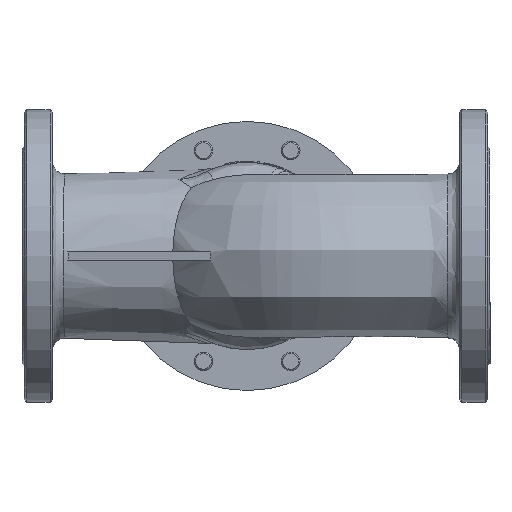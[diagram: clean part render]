
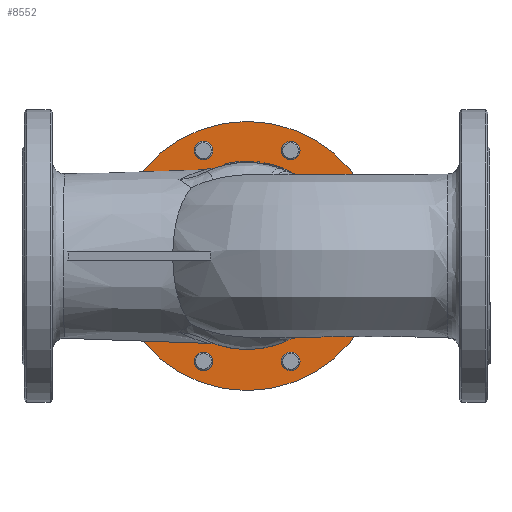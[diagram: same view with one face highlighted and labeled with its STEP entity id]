
A CAD part, front view. The second image highlights one B-rep face of the part: STEP entity #8552.
In plain terms, the highlighted planar face has unit normal (0, -1, 0).
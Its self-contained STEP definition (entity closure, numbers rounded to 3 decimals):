
#269=B_SPLINE_CURVE_WITH_KNOTS('',3,(#16306,#16307,#16308,#16309,#16310,
#16311,#16312,#16313,#16314,#16315,#16316,#16317,#16318,#16319,#16320,#16321),
 .UNSPECIFIED.,.F.,.F.,(4,2,2,2,2,2,2,4),(0.,0.912,1.228,
1.426,1.607,1.84,2.289,2.944),
 .UNSPECIFIED.);
#1632=FACE_BOUND('',#2813,.T.);
#1633=FACE_BOUND('',#2814,.T.);
#1634=FACE_BOUND('',#2815,.T.);
#1635=FACE_BOUND('',#2816,.T.);
#1636=FACE_BOUND('',#2817,.T.);
#1637=FACE_BOUND('',#2818,.T.);
#1638=FACE_BOUND('',#2819,.T.);
#1639=FACE_BOUND('',#2820,.T.);
#1640=FACE_BOUND('',#2821,.T.);
#1811=PLANE('',#9491);
#2218=FACE_OUTER_BOUND('',#2812,.T.);
#2812=EDGE_LOOP('',(#7175));
#2813=EDGE_LOOP('',(#7176,#7177));
#2814=EDGE_LOOP('',(#7178));
#2815=EDGE_LOOP('',(#7179));
#2816=EDGE_LOOP('',(#7180));
#2817=EDGE_LOOP('',(#7181));
#2818=EDGE_LOOP('',(#7182));
#2819=EDGE_LOOP('',(#7183));
#2820=EDGE_LOOP('',(#7184));
#2821=EDGE_LOOP('',(#7185));
#3301=CIRCLE('',#9364,80.);
#3362=CIRCLE('',#9492,115.);
#3363=CIRCLE('',#9493,8.);
#3364=CIRCLE('',#9494,8.);
#3365=CIRCLE('',#9495,8.);
#3366=CIRCLE('',#9496,8.);
#3367=CIRCLE('',#9497,8.);
#3368=CIRCLE('',#9498,8.);
#3369=CIRCLE('',#9499,8.);
#3370=CIRCLE('',#9500,8.);
#3877=VERTEX_POINT('',#16294);
#3878=VERTEX_POINT('',#16305);
#4061=VERTEX_POINT('',#20012);
#4062=VERTEX_POINT('',#20014);
#4063=VERTEX_POINT('',#20016);
#4064=VERTEX_POINT('',#20018);
#4065=VERTEX_POINT('',#20020);
#4066=VERTEX_POINT('',#20022);
#4067=VERTEX_POINT('',#20024);
#4068=VERTEX_POINT('',#20026);
#4069=VERTEX_POINT('',#20028);
#4862=EDGE_CURVE('',#3878,#3877,#269,.T.);
#4878=EDGE_CURVE('',#3877,#3878,#3301,.T.);
#5131=EDGE_CURVE('',#4061,#4061,#3362,.T.);
#5132=EDGE_CURVE('',#4062,#4062,#3363,.T.);
#5133=EDGE_CURVE('',#4063,#4063,#3364,.T.);
#5134=EDGE_CURVE('',#4064,#4064,#3365,.T.);
#5135=EDGE_CURVE('',#4065,#4065,#3366,.T.);
#5136=EDGE_CURVE('',#4066,#4066,#3367,.T.);
#5137=EDGE_CURVE('',#4067,#4067,#3368,.T.);
#5138=EDGE_CURVE('',#4068,#4068,#3369,.T.);
#5139=EDGE_CURVE('',#4069,#4069,#3370,.T.);
#7175=ORIENTED_EDGE('',*,*,#5131,.F.);
#7176=ORIENTED_EDGE('',*,*,#4862,.T.);
#7177=ORIENTED_EDGE('',*,*,#4878,.T.);
#7178=ORIENTED_EDGE('',*,*,#5132,.F.);
#7179=ORIENTED_EDGE('',*,*,#5133,.F.);
#7180=ORIENTED_EDGE('',*,*,#5134,.F.);
#7181=ORIENTED_EDGE('',*,*,#5135,.F.);
#7182=ORIENTED_EDGE('',*,*,#5136,.F.);
#7183=ORIENTED_EDGE('',*,*,#5137,.F.);
#7184=ORIENTED_EDGE('',*,*,#5138,.F.);
#7185=ORIENTED_EDGE('',*,*,#5139,.F.);
#8552=ADVANCED_FACE('',(#2218,#1632,#1633,#1634,#1635,#1636,#1637,#1638,
#1639,#1640),#1811,.F.);
#9364=AXIS2_PLACEMENT_3D('',#16714,#11200,#11201);
#9491=AXIS2_PLACEMENT_3D('',#20011,#11555,#11556);
#9492=AXIS2_PLACEMENT_3D('',#20013,#11557,#11558);
#9493=AXIS2_PLACEMENT_3D('',#20015,#11559,#11560);
#9494=AXIS2_PLACEMENT_3D('',#20017,#11561,#11562);
#9495=AXIS2_PLACEMENT_3D('',#20019,#11563,#11564);
#9496=AXIS2_PLACEMENT_3D('',#20021,#11565,#11566);
#9497=AXIS2_PLACEMENT_3D('',#20023,#11567,#11568);
#9498=AXIS2_PLACEMENT_3D('',#20025,#11569,#11570);
#9499=AXIS2_PLACEMENT_3D('',#20027,#11571,#11572);
#9500=AXIS2_PLACEMENT_3D('',#20029,#11573,#11574);
#11200=DIRECTION('center_axis',(0.,1.,0.));
#11201=DIRECTION('ref_axis',(0.,0.,1.));
#11555=DIRECTION('center_axis',(0.,1.,0.));
#11556=DIRECTION('ref_axis',(0.,0.,1.));
#11557=DIRECTION('center_axis',(0.,1.,0.));
#11558=DIRECTION('ref_axis',(1.,0.,0.));
#11559=DIRECTION('center_axis',(0.,-1.,0.));
#11560=DIRECTION('ref_axis',(-1.,0.,0.));
#11561=DIRECTION('center_axis',(0.,-1.,0.));
#11562=DIRECTION('ref_axis',(-1.,0.,0.));
#11563=DIRECTION('center_axis',(0.,-1.,0.));
#11564=DIRECTION('ref_axis',(-1.,0.,0.));
#11565=DIRECTION('center_axis',(0.,-1.,0.));
#11566=DIRECTION('ref_axis',(-1.,0.,0.));
#11567=DIRECTION('center_axis',(0.,-1.,0.));
#11568=DIRECTION('ref_axis',(-1.,0.,0.));
#11569=DIRECTION('center_axis',(0.,-1.,0.));
#11570=DIRECTION('ref_axis',(-1.,0.,0.));
#11571=DIRECTION('center_axis',(0.,-1.,0.));
#11572=DIRECTION('ref_axis',(-1.,0.,0.));
#11573=DIRECTION('center_axis',(0.,-1.,0.));
#11574=DIRECTION('ref_axis',(-1.,0.,0.));
#16294=CARTESIAN_POINT('',(113.732,100.75,14.602));
#16305=CARTESIAN_POINT('',(113.732,100.75,-14.602));
#16306=CARTESIAN_POINT('Ctrl Pts',(113.732,100.75,-14.602));
#16307=CARTESIAN_POINT('Ctrl Pts',(113.178,100.75,-11.614));
#16308=CARTESIAN_POINT('Ctrl Pts',(112.771,100.75,-8.632));
#16309=CARTESIAN_POINT('Ctrl Pts',(112.464,100.75,-4.551));
#16310=CARTESIAN_POINT('Ctrl Pts',(112.406,100.75,-3.499));
#16311=CARTESIAN_POINT('Ctrl Pts',(112.349,100.75,-1.787));
#16312=CARTESIAN_POINT('Ctrl Pts',(112.336,100.75,-1.128));
#16313=CARTESIAN_POINT('Ctrl Pts',(112.328,100.75,0.133));
#16314=CARTESIAN_POINT('Ctrl Pts',(112.332,100.75,0.736));
#16315=CARTESIAN_POINT('Ctrl Pts',(112.357,100.75,2.116));
#16316=CARTESIAN_POINT('Ctrl Pts',(112.383,100.75,2.893));
#16317=CARTESIAN_POINT('Ctrl Pts',(112.496,100.75,5.165));
#16318=CARTESIAN_POINT('Ctrl Pts',(112.615,100.75,6.653));
#16319=CARTESIAN_POINT('Ctrl Pts',(113.011,100.75,10.31));
#16320=CARTESIAN_POINT('Ctrl Pts',(113.334,100.75,12.457));
#16321=CARTESIAN_POINT('Ctrl Pts',(113.732,100.75,14.602));
#16714=CARTESIAN_POINT('Origin',(192.389,100.75,0.));
#20011=CARTESIAN_POINT('Origin',(192.389,100.75,0.));
#20012=CARTESIAN_POINT('',(77.389,100.75,0.));
#20013=CARTESIAN_POINT('Origin',(192.389,100.75,0.));
#20014=CARTESIAN_POINT('',(290.467,100.75,37.312));
#20015=CARTESIAN_POINT('Origin',(282.467,100.75,37.312));
#20016=CARTESIAN_POINT('',(237.7,100.75,90.078));
#20017=CARTESIAN_POINT('Origin',(229.7,100.75,90.078));
#20018=CARTESIAN_POINT('',(163.077,100.75,90.078));
#20019=CARTESIAN_POINT('Origin',(155.077,100.75,90.078));
#20020=CARTESIAN_POINT('',(110.31,100.75,37.312));
#20021=CARTESIAN_POINT('Origin',(102.31,100.75,37.312));
#20022=CARTESIAN_POINT('',(110.31,100.75,-37.312));
#20023=CARTESIAN_POINT('Origin',(102.31,100.75,-37.312));
#20024=CARTESIAN_POINT('',(163.077,100.75,-90.078));
#20025=CARTESIAN_POINT('Origin',(155.077,100.75,-90.078));
#20026=CARTESIAN_POINT('',(237.7,100.75,-90.078));
#20027=CARTESIAN_POINT('Origin',(229.7,100.75,-90.078));
#20028=CARTESIAN_POINT('',(290.467,100.75,-37.312));
#20029=CARTESIAN_POINT('Origin',(282.467,100.75,-37.312));
